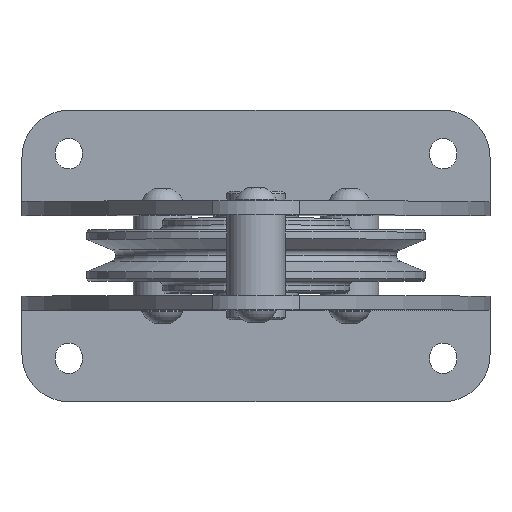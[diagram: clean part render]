
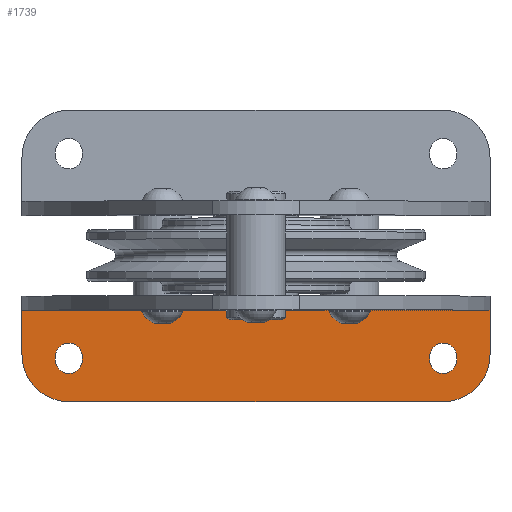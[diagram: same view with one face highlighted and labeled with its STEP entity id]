
A CAD part, top view. The second image highlights one B-rep face of the part: STEP entity #1739.
In plain terms, the highlighted planar face has unit normal (0, 0, 1).
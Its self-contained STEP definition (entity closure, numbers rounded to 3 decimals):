
#1739=ADVANCED_FACE('',(#3669,#3670,#3671),#3672,.T.);
#3669=FACE_BOUND('',#5775,.T.);
#3670=FACE_BOUND('',#5776,.T.);
#3671=FACE_OUTER_BOUND('',#5777,.T.);
#3672=PLANE('',#5778);
#5775=EDGE_LOOP('',(#11303,#11304,#11305,#11306));
#5776=EDGE_LOOP('',(#11307,#11308,#11309,#11310));
#5777=EDGE_LOOP('',(#11311,#11312,#11313,#11314,#11315,#11316));
#5778=AXIS2_PLACEMENT_3D('',#11317,#11318,#11319);
#11303=ORIENTED_EDGE('',*,*,#14566,.T.);
#11304=ORIENTED_EDGE('',*,*,#14577,.T.);
#11305=ORIENTED_EDGE('',*,*,#14574,.T.);
#11306=ORIENTED_EDGE('',*,*,#14569,.T.);
#11307=ORIENTED_EDGE('',*,*,#14582,.T.);
#11308=ORIENTED_EDGE('',*,*,#14593,.T.);
#11309=ORIENTED_EDGE('',*,*,#14590,.T.);
#11310=ORIENTED_EDGE('',*,*,#14585,.T.);
#11311=ORIENTED_EDGE('',*,*,#14597,.F.);
#11312=ORIENTED_EDGE('',*,*,#14607,.F.);
#11313=ORIENTED_EDGE('',*,*,#14602,.F.);
#11314=ORIENTED_EDGE('',*,*,#14610,.F.);
#11315=ORIENTED_EDGE('',*,*,#13387,.F.);
#11316=ORIENTED_EDGE('',*,*,#14611,.F.);
#11317=CARTESIAN_POINT('',(0.,-41.864,-104.0));
#11318=DIRECTION('',(0.0,0.0,1.0));
#11319=DIRECTION('',(1.0,0.0,0.0));
#13387=EDGE_CURVE('',#16488,#16489,#16490,.T.);
#14566=EDGE_CURVE('',#18061,#18059,#18062,.T.);
#14569=EDGE_CURVE('',#18065,#18061,#18066,.T.);
#14574=EDGE_CURVE('',#18073,#18065,#18074,.T.);
#14577=EDGE_CURVE('',#18059,#18073,#18077,.T.);
#14582=EDGE_CURVE('',#18085,#18083,#18086,.T.);
#14585=EDGE_CURVE('',#18089,#18085,#18090,.T.);
#14590=EDGE_CURVE('',#18097,#18089,#18098,.T.);
#14593=EDGE_CURVE('',#18083,#18097,#18101,.T.);
#14597=EDGE_CURVE('',#18105,#18106,#18107,.T.);
#14602=EDGE_CURVE('',#18114,#18115,#18116,.T.);
#14607=EDGE_CURVE('',#18115,#18105,#18123,.T.);
#14610=EDGE_CURVE('',#16489,#18114,#18126,.T.);
#14611=EDGE_CURVE('',#18106,#16488,#18127,.T.);
#16488=VERTEX_POINT('',#22825);
#16489=VERTEX_POINT('',#22826);
#16490=LINE('',#22827,#22828);
#18059=VERTEX_POINT('',#25749);
#18061=VERTEX_POINT('',#25752);
#18062=CIRCLE('',#25753,5.75);
#18065=VERTEX_POINT('',#25757);
#18066=LINE('',#25758,#25759);
#18073=VERTEX_POINT('',#25768);
#18074=CIRCLE('',#25769,5.75);
#18077=LINE('',#25773,#25774);
#18083=VERTEX_POINT('',#25781);
#18085=VERTEX_POINT('',#25784);
#18086=CIRCLE('',#25785,5.75);
#18089=VERTEX_POINT('',#25789);
#18090=LINE('',#25790,#25791);
#18097=VERTEX_POINT('',#25800);
#18098=CIRCLE('',#25801,5.75);
#18101=LINE('',#25805,#25806);
#18105=VERTEX_POINT('',#25811);
#18106=VERTEX_POINT('',#25812);
#18107=CIRCLE('',#25813,20.);
#18114=VERTEX_POINT('',#25822);
#18115=VERTEX_POINT('',#25823);
#18116=CIRCLE('',#25824,20.);
#18123=LINE('',#25833,#25834);
#18126=LINE('',#25838,#25839);
#18127=LINE('',#25840,#25841);
#22825=CARTESIAN_POINT('',(-100.0,-23.25,-104.));
#22826=CARTESIAN_POINT('',(100.0,-23.25,-104.0));
#22827=CARTESIAN_POINT('',(0.,-23.25,-104.0));
#22828=VECTOR('',#27808,1.0);
#25749=CARTESIAN_POINT('',(74.25,-44.5,-104.0));
#25752=CARTESIAN_POINT('',(85.75,-44.5,-104.0));
#25753=AXIS2_PLACEMENT_3D('',#28907,#28908,#28909);
#25757=CARTESIAN_POINT('',(85.75,-43.0,-104.0));
#25758=CARTESIAN_POINT('',(85.75,-42.807,-104.0));
#25759=VECTOR('',#28911,1.0);
#25768=CARTESIAN_POINT('',(74.25,-43.0,-104.0));
#25769=AXIS2_PLACEMENT_3D('',#28917,#28918,#28919);
#25773=CARTESIAN_POINT('',(74.25,-42.807,-104.0));
#25774=VECTOR('',#28921,1.0);
#25781=CARTESIAN_POINT('',(-85.75,-44.5,-104.0));
#25784=CARTESIAN_POINT('',(-74.25,-44.5,-104.0));
#25785=AXIS2_PLACEMENT_3D('',#28927,#28928,#28929);
#25789=CARTESIAN_POINT('',(-74.25,-43.0,-104.0));
#25790=CARTESIAN_POINT('',(-74.25,-42.807,-104.0));
#25791=VECTOR('',#28931,1.0);
#25800=CARTESIAN_POINT('',(-85.75,-43.0,-104.0));
#25801=AXIS2_PLACEMENT_3D('',#28937,#28938,#28939);
#25805=CARTESIAN_POINT('',(-85.75,-42.807,-104.0));
#25806=VECTOR('',#28941,1.0);
#25811=CARTESIAN_POINT('',(-80.0,-62.25,-104.0));
#25812=CARTESIAN_POINT('',(-100.0,-42.25,-104.0));
#25813=AXIS2_PLACEMENT_3D('',#28943,#28944,#28945);
#25822=CARTESIAN_POINT('',(100.0,-42.25,-104.0));
#25823=CARTESIAN_POINT('',(80.0,-62.25,-104.0));
#25824=AXIS2_PLACEMENT_3D('',#28951,#28952,#28953);
#25833=CARTESIAN_POINT('',(-80.0,-62.25,-104.0));
#25834=VECTOR('',#28959,1.0);
#25838=CARTESIAN_POINT('',(100.0,-42.25,-104.0));
#25839=VECTOR('',#28961,1.0);
#25840=CARTESIAN_POINT('',(-100.0,-23.25,-104.0));
#25841=VECTOR('',#28962,1.0);
#27808=DIRECTION('',(1.0,0.0,-0.0));
#28907=CARTESIAN_POINT('',(80.0,-44.5,-104.0));
#28908=DIRECTION('',(0.0,0.0,-1.0));
#28909=DIRECTION('',(1.0,0.,0.0));
#28911=DIRECTION('',(-0.0,-1.0,0.0));
#28917=CARTESIAN_POINT('',(80.0,-43.0,-104.0));
#28918=DIRECTION('',(-0.0,0.0,-1.0));
#28919=DIRECTION('',(-1.0,0.,0.0));
#28921=DIRECTION('',(0.0,1.0,-0.0));
#28927=CARTESIAN_POINT('',(-80.0,-44.5,-104.0));
#28928=DIRECTION('',(0.0,0.0,-1.0));
#28929=DIRECTION('',(1.0,0.,0.0));
#28931=DIRECTION('',(-0.0,-1.0,0.0));
#28937=CARTESIAN_POINT('',(-80.0,-43.0,-104.0));
#28938=DIRECTION('',(-0.0,0.0,-1.0));
#28939=DIRECTION('',(-1.0,0.,0.0));
#28941=DIRECTION('',(0.0,1.0,-0.0));
#28943=CARTESIAN_POINT('',(-80.,-42.25,-104.0));
#28944=DIRECTION('',(-0.0,0.0,-1.0));
#28945=DIRECTION('',(-1.0,0.,0.0));
#28951=CARTESIAN_POINT('',(80.,-42.25,-104.0));
#28952=DIRECTION('',(0.0,-0.0,-1.0));
#28953=DIRECTION('',(0.,-1.0,0.0));
#28959=DIRECTION('',(-1.0,-0.0,-0.0));
#28961=DIRECTION('',(-0.0,-1.0,-0.0));
#28962=DIRECTION('',(0.0,1.0,0.0));
